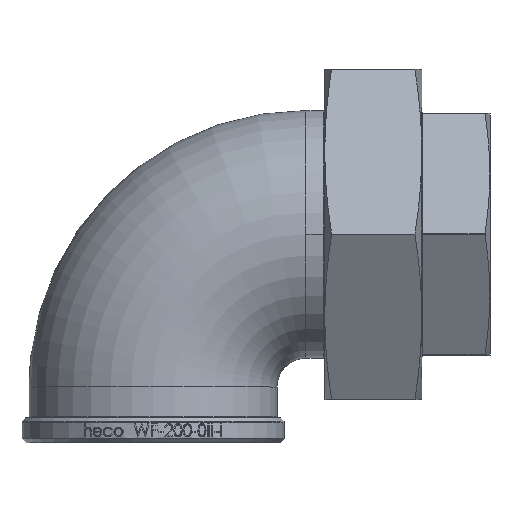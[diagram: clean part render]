
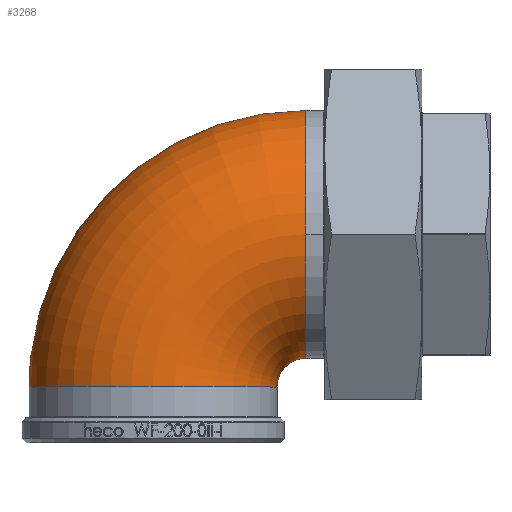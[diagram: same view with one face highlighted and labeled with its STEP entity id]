
A CAD part, top view. The second image highlights one B-rep face of the part: STEP entity #3268.
In plain terms, the highlighted toroidal (fillet/blend) face has major radius 42.5 mm and minor radius 34.5 mm.
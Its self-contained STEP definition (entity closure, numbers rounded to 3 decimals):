
#746 = DIRECTION ( 'NONE',  ( 0., 0., -1. ) ) ;
#865 = DIRECTION ( 'NONE',  ( 1., 0., 0. ) ) ;
#1517 = CARTESIAN_POINT ( 'NONE',  ( 42.5, 15.5, 0. ) ) ;
#1695 = VERTEX_POINT ( 'NONE', #19845 ) ;
#2297 = AXIS2_PLACEMENT_3D ( 'NONE', #10740, #5690, #16122 ) ;
#2530 = DIRECTION ( 'NONE',  ( 0., 1., 0. ) ) ;
#3116 = DIRECTION ( 'NONE',  ( 0., 1., 0. ) ) ;
#3268 = ADVANCED_FACE ( 'NONE', ( #7541 ), #19365, .T. ) ;
#3562 = CIRCLE ( 'NONE', #2297, 8. ) ;
#4303 = AXIS2_PLACEMENT_3D ( 'NONE', #9904, #4798, #3116 ) ;
#4751 = AXIS2_PLACEMENT_3D ( 'NONE', #20026, #746, #2530 ) ;
#4798 = DIRECTION ( 'NONE',  ( 0., 0., -1. ) ) ;
#5113 = DIRECTION ( 'NONE',  ( 0., 1., 0. ) ) ;
#5191 = DIRECTION ( 'NONE',  ( 0., -1., 0. ) ) ;
#5276 = ORIENTED_EDGE ( 'NONE', *, *, #15489, .T. ) ;
#5690 = DIRECTION ( 'NONE',  ( 0., 0., -1. ) ) ;
#6782 = CARTESIAN_POINT ( 'NONE',  ( -33.819, 24.273, 4.065 ) ) ;
#6798 = AXIS2_PLACEMENT_3D ( 'NONE', #18372, #865, #11785 ) ;
#6932 = CARTESIAN_POINT ( 'NONE',  ( -34., 24.261, 0. ) ) ;
#7191 = ORIENTED_EDGE ( 'NONE', *, *, #7295, .F. ) ;
#7295 = EDGE_CURVE ( 'NONE', #1695, #7780, #11286, .T. ) ;
#7321 = CARTESIAN_POINT ( 'NONE',  ( -33.995, 24.3, 0. ) ) ;
#7541 = FACE_OUTER_BOUND ( 'NONE', #11966, .T. ) ;
#7657 = CIRCLE ( 'NONE', #15512, 34.5 ) ;
#7780 = VERTEX_POINT ( 'NONE', #21455 ) ;
#7916 = CARTESIAN_POINT ( 'NONE',  ( -33.816, 24.3, 4.065 ) ) ;
#8801 = ORIENTED_EDGE ( 'NONE', *, *, #10318, .F. ) ;
#9082 = CARTESIAN_POINT ( 'NONE',  ( -33.449, 24.3, 6.098 ) ) ;
#9441 = ORIENTED_EDGE ( 'NONE', *, *, #21374, .F. ) ;
#9602 = CARTESIAN_POINT ( 'NONE',  ( -33.995, 24.3, 2.033 ) ) ;
#9904 = CARTESIAN_POINT ( 'NONE',  ( 42.5, 15.5, 0. ) ) ;
#10318 = EDGE_CURVE ( 'NONE', #7780, #22214, #22474, .T. ) ;
#10482 = VERTEX_POINT ( 'NONE', #21067 ) ;
#10740 = CARTESIAN_POINT ( 'NONE',  ( 42.5, 15.5, 0. ) ) ;
#10844 = CARTESIAN_POINT ( 'NONE',  ( 42.5, 58., 0. ) ) ;
#11098 = ORIENTED_EDGE ( 'NONE', *, *, #14329, .F. ) ;
#11286 = CIRCLE ( 'NONE', #6798, 34.5 ) ;
#11433 = EDGE_CURVE ( 'NONE', #13088, #10482, #16403, .T. ) ;
#11647 = B_SPLINE_CURVE_WITH_KNOTS ( 'NONE', 3,
 ( #17314, #6782, #12058, #6932 ),
 .UNSPECIFIED., .F., .F.,
 ( 4, 4 ),
 ( 0., 0.006 ),
 .UNSPECIFIED. ) ;
#11656 = AXIS2_PLACEMENT_3D ( 'NONE', #10844, #14464, #12683 ) ;
#11785 = DIRECTION ( 'NONE',  ( 0., 1., 0. ) ) ;
#11966 = EDGE_LOOP ( 'NONE', ( #22230, #9441, #16453, #8801, #7191, #11098, #17544, #5276 ) ) ;
#12058 = CARTESIAN_POINT ( 'NONE',  ( -34., 24.261, 2.033 ) ) ;
#12683 = DIRECTION ( 'NONE',  ( 0., 1., 0. ) ) ;
#13088 = VERTEX_POINT ( 'NONE', #14934 ) ;
#14232 = VERTEX_POINT ( 'NONE', #9082 ) ;
#14329 = EDGE_CURVE ( 'NONE', #22213, #1695, #19329, .T. ) ;
#14464 = DIRECTION ( 'NONE',  ( 1., 0., 0. ) ) ;
#14934 = CARTESIAN_POINT ( 'NONE',  ( -34.5, 15.5, 0. ) ) ;
#15367 = VERTEX_POINT ( 'NONE', #21950 ) ;
#15478 = CARTESIAN_POINT ( 'NONE',  ( 0., 15.5, 0. ) ) ;
#15489 = EDGE_CURVE ( 'NONE', #14232, #10482, #11647, .T. ) ;
#15512 = AXIS2_PLACEMENT_3D ( 'NONE', #15478, #5191, #20784 ) ;
#15957 = EDGE_CURVE ( 'NONE', #22213, #14232, #20835, .T. ) ;
#16017 = CARTESIAN_POINT ( 'NONE',  ( 42.5, 23.5, 0. ) ) ;
#16122 = DIRECTION ( 'NONE',  ( 0., 1., 0. ) ) ;
#16403 = CIRCLE ( 'NONE', #20152, 77. ) ;
#16453 = ORIENTED_EDGE ( 'NONE', *, *, #21721, .T. ) ;
#17314 = CARTESIAN_POINT ( 'NONE',  ( -33.449, 24.3, 6.098 ) ) ;
#17544 = ORIENTED_EDGE ( 'NONE', *, *, #15957, .T. ) ;
#18372 = CARTESIAN_POINT ( 'NONE',  ( 42.5, 58., 0. ) ) ;
#18465 = CARTESIAN_POINT ( 'NONE',  ( -33.995, 24.3, 0. ) ) ;
#19242 = DIRECTION ( 'NONE',  ( 0., 0., -1. ) ) ;
#19329 = CIRCLE ( 'NONE', #4751, 77. ) ;
#19365 = TOROIDAL_SURFACE ( 'NONE', #4303, 42.5, 34.5 ) ;
#19845 = CARTESIAN_POINT ( 'NONE',  ( 42.5, 92.5, 0. ) ) ;
#20026 = CARTESIAN_POINT ( 'NONE',  ( 42.5, 15.5, 0. ) ) ;
#20152 = AXIS2_PLACEMENT_3D ( 'NONE', #1517, #19242, #5113 ) ;
#20784 = DIRECTION ( 'NONE',  ( -1., 0., 0. ) ) ;
#20835 = B_SPLINE_CURVE_WITH_KNOTS ( 'NONE', 3,
 ( #18465, #9602, #7916, #22000 ),
 .UNSPECIFIED., .F., .F.,
 ( 4, 4 ),
 ( 0.006, 0.012 ),
 .UNSPECIFIED. ) ;
#21067 = CARTESIAN_POINT ( 'NONE',  ( -34., 24.261, 0. ) ) ;
#21374 = EDGE_CURVE ( 'NONE', #15367, #13088, #7657, .T. ) ;
#21455 = CARTESIAN_POINT ( 'NONE',  ( 42.5, 58., 34.5 ) ) ;
#21721 = EDGE_CURVE ( 'NONE', #15367, #22214, #3562, .T. ) ;
#21950 = CARTESIAN_POINT ( 'NONE',  ( 34.5, 15.5, 0. ) ) ;
#22000 = CARTESIAN_POINT ( 'NONE',  ( -33.449, 24.3, 6.098 ) ) ;
#22213 = VERTEX_POINT ( 'NONE', #7321 ) ;
#22214 = VERTEX_POINT ( 'NONE', #16017 ) ;
#22230 = ORIENTED_EDGE ( 'NONE', *, *, #11433, .F. ) ;
#22474 = CIRCLE ( 'NONE', #11656, 34.5 ) ;
